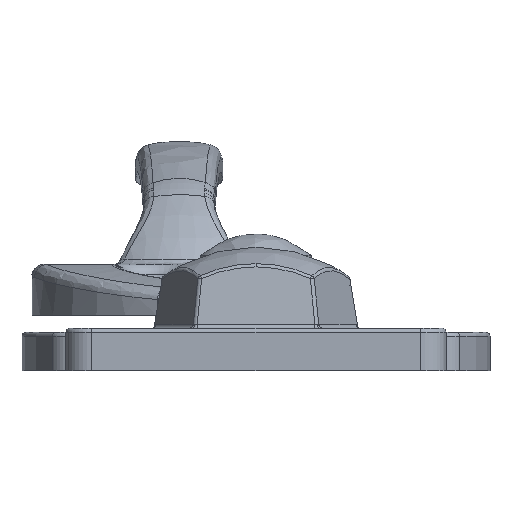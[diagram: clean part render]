
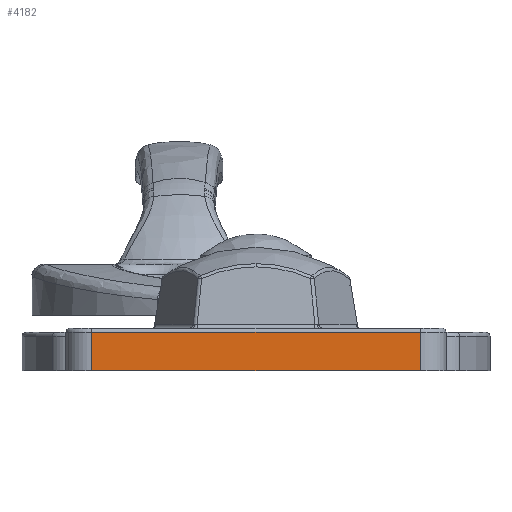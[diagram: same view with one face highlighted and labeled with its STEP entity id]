
A CAD part, left-side view. The second image highlights one B-rep face of the part: STEP entity #4182.
In plain terms, the highlighted face is planar.
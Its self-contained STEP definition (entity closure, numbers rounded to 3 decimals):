
#466=PLANE('',#4595);
#567=LINE('',#7094,#739);
#579=LINE('',#7228,#751);
#580=LINE('',#7232,#752);
#581=LINE('',#7233,#753);
#739=VECTOR('',#5379,38.5);
#751=VECTOR('',#5419,4.5);
#752=VECTOR('',#5424,4.5);
#753=VECTOR('',#5425,38.5);
#1089=FACE_OUTER_BOUND('',#1401,.T.);
#1401=EDGE_LOOP('',(#3264,#3265,#3266,#3267));
#2000=VERTEX_POINT('',#7091);
#2001=VERTEX_POINT('',#7093);
#2017=VERTEX_POINT('',#7227);
#2018=VERTEX_POINT('',#7231);
#2448=EDGE_CURVE('',#2000,#2001,#567,.T.);
#2470=EDGE_CURVE('',#2001,#2017,#579,.T.);
#2472=EDGE_CURVE('',#2000,#2018,#580,.T.);
#2473=EDGE_CURVE('',#2018,#2017,#581,.T.);
#3264=ORIENTED_EDGE('',*,*,#2470,.F.);
#3265=ORIENTED_EDGE('',*,*,#2448,.F.);
#3266=ORIENTED_EDGE('',*,*,#2472,.T.);
#3267=ORIENTED_EDGE('',*,*,#2473,.T.);
#4182=ADVANCED_FACE('',(#1089),#466,.T.);
#4595=AXIS2_PLACEMENT_3D('',#7230,#5422,#5423);
#5379=DIRECTION('',(0.,0.,1.));
#5419=DIRECTION('',(0.,1.,0.));
#5422=DIRECTION('center_axis',(1.,0.,0.));
#5423=DIRECTION('ref_axis',(0.,0.,-1.));
#5424=DIRECTION('',(0.,1.,0.));
#5425=DIRECTION('',(0.,0.,1.));
#7091=CARTESIAN_POINT('',(19.,4.535,-19.25));
#7093=CARTESIAN_POINT('',(19.,4.535,19.25));
#7094=CARTESIAN_POINT('',(19.,4.535,-22.25));
#7227=CARTESIAN_POINT('',(19.,9.035,19.25));
#7228=CARTESIAN_POINT('',(19.,6.785,19.25));
#7230=CARTESIAN_POINT('Origin',(19.,4.535,0.));
#7231=CARTESIAN_POINT('',(19.,9.035,-19.25));
#7232=CARTESIAN_POINT('',(19.,4.535,-19.25));
#7233=CARTESIAN_POINT('',(19.,9.035,0.));
